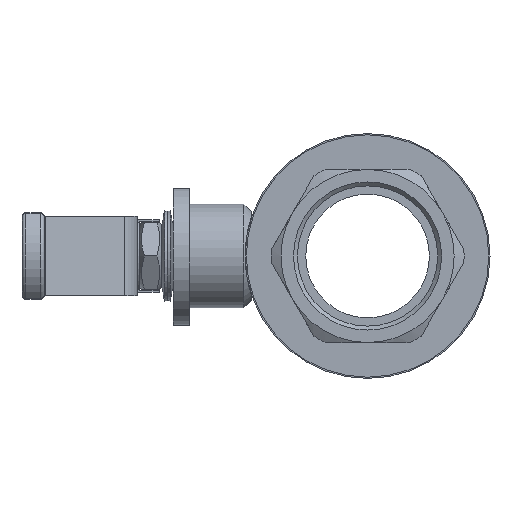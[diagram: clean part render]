
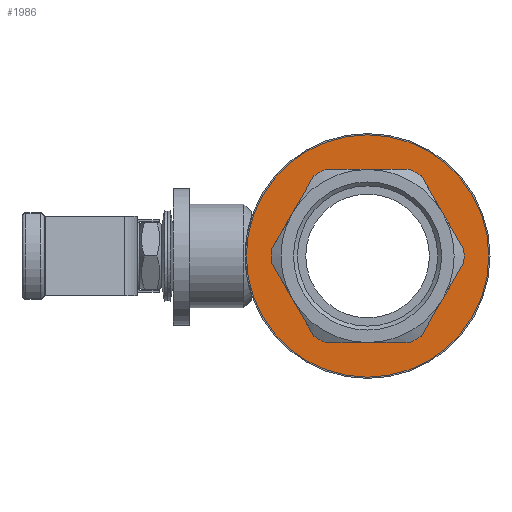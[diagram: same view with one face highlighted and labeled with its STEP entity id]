
A CAD part, left-side view. The second image highlights one B-rep face of the part: STEP entity #1986.
In plain terms, the highlighted face is planar.
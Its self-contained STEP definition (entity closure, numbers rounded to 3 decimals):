
#1986=ADVANCED_FACE('',(#4594,#4596),#4598,.T.);
#4594=FACE_BOUND('',#4595,.T.);
#4595=EDGE_LOOP('',(#6669));
#4596=FACE_BOUND('',#4597,.T.);
#4597=EDGE_LOOP('',(#6670,#6671,#6672,#6673,#6674,#6675,#6676,#6677,#6678,#6679,
#6680,#6681));
#4598=PLANE('',#4599);
#4599=AXIS2_PLACEMENT_3D('',#4600,#4601,#4602);
#4600=CARTESIAN_POINT('',(25.,0.,0.));
#4601=DIRECTION('',(1.,0.,-0.));
#4602=DIRECTION('',(0.,-0.,1.));
#6669=ORIENTED_EDGE('',*,*,#7585,.F.);
#6670=ORIENTED_EDGE('',*,*,#7538,.F.);
#6671=ORIENTED_EDGE('',*,*,#7543,.F.);
#6672=ORIENTED_EDGE('',*,*,#7546,.F.);
#6673=ORIENTED_EDGE('',*,*,#7550,.F.);
#6674=ORIENTED_EDGE('',*,*,#7553,.F.);
#6675=ORIENTED_EDGE('',*,*,#7557,.F.);
#6676=ORIENTED_EDGE('',*,*,#7560,.F.);
#6677=ORIENTED_EDGE('',*,*,#7564,.F.);
#6678=ORIENTED_EDGE('',*,*,#7567,.F.);
#6679=ORIENTED_EDGE('',*,*,#7571,.F.);
#6680=ORIENTED_EDGE('',*,*,#7574,.F.);
#6681=ORIENTED_EDGE('',*,*,#7577,.F.);
#7538=EDGE_CURVE('',#8117,#8119,#8120,.T.);
#7543=EDGE_CURVE('',#8126,#8117,#8128,.T.);
#7546=EDGE_CURVE('',#8131,#8126,#8133,.T.);
#7550=EDGE_CURVE('',#8138,#8131,#8140,.T.);
#7553=EDGE_CURVE('',#8143,#8138,#8145,.T.);
#7557=EDGE_CURVE('',#8150,#8143,#8152,.T.);
#7560=EDGE_CURVE('',#8155,#8150,#8157,.T.);
#7564=EDGE_CURVE('',#8162,#8155,#8164,.T.);
#7567=EDGE_CURVE('',#8167,#8162,#8169,.T.);
#7571=EDGE_CURVE('',#8174,#8167,#8176,.T.);
#7574=EDGE_CURVE('',#8179,#8174,#8181,.T.);
#7577=EDGE_CURVE('',#8119,#8179,#8185,.T.);
#7585=EDGE_CURVE('',#8194,#8194,#8195,.F.);
#8117=VERTEX_POINT('',#9580);
#8119=VERTEX_POINT('',#9584);
#8120=CIRCLE('',#9585,39.);
#8126=VERTEX_POINT('',#9637);
#8128=LINE('',#9641,#9642);
#8131=VERTEX_POINT('',#9649);
#8133=CIRCLE('',#9653,39.);
#8138=VERTEX_POINT('',#9702);
#8140=LINE('',#9706,#9707);
#8143=VERTEX_POINT('',#9714);
#8145=CIRCLE('',#9718,39.);
#8150=VERTEX_POINT('',#9767);
#8152=LINE('',#9771,#9772);
#8155=VERTEX_POINT('',#9779);
#8157=CIRCLE('',#9783,39.);
#8162=VERTEX_POINT('',#9832);
#8164=LINE('',#9836,#9837);
#8167=VERTEX_POINT('',#9844);
#8169=CIRCLE('',#9848,39.);
#8174=VERTEX_POINT('',#9897);
#8176=LINE('',#9901,#9902);
#8179=VERTEX_POINT('',#9909);
#8181=CIRCLE('',#9913,39.);
#8185=LINE('',#9961,#9962);
#8194=VERTEX_POINT('',#9993);
#8195=CIRCLE('',#9994,49.);
#9580=CARTESIAN_POINT('',(25.,17.205,-35.));
#9584=CARTESIAN_POINT('',(25.,21.709,-32.4));
#9585=AXIS2_PLACEMENT_3D('',#9586,#9587,#9588);
#9586=CARTESIAN_POINT('',(25.,0.,0.));
#9587=DIRECTION('',(1.,0.,0.));
#9588=DIRECTION('',(0.,0.441,-0.897));
#9637=CARTESIAN_POINT('',(25.,-17.205,-35.));
#9641=CARTESIAN_POINT('',(25.,-17.205,-35.));
#9642=VECTOR('',#9643,1.);
#9643=DIRECTION('',(0.,1.,0.));
#9649=CARTESIAN_POINT('',(25.,-21.709,-32.4));
#9653=AXIS2_PLACEMENT_3D('',#9654,#9655,#9656);
#9654=CARTESIAN_POINT('',(25.,0.,0.));
#9655=DIRECTION('',(1.,0.,0.));
#9656=DIRECTION('',(0.,-0.557,-0.831));
#9702=CARTESIAN_POINT('',(25.,-38.913,-2.6));
#9706=CARTESIAN_POINT('',(25.,-38.913,-2.6));
#9707=VECTOR('',#9708,1.);
#9708=DIRECTION('',(0.,0.5,-0.866));
#9714=CARTESIAN_POINT('',(25.,-38.913,2.6));
#9718=AXIS2_PLACEMENT_3D('',#9719,#9720,#9721);
#9719=CARTESIAN_POINT('',(25.,0.,0.));
#9720=DIRECTION('',(1.,0.,0.));
#9721=DIRECTION('',(0.,-0.998,0.067));
#9767=CARTESIAN_POINT('',(25.,-21.709,32.4));
#9771=CARTESIAN_POINT('',(25.,-21.709,32.4));
#9772=VECTOR('',#9773,1.);
#9773=DIRECTION('',(0.,-0.5,-0.866));
#9779=CARTESIAN_POINT('',(25.,-17.205,35.));
#9783=AXIS2_PLACEMENT_3D('',#9784,#9785,#9786);
#9784=CARTESIAN_POINT('',(25.,0.,0.));
#9785=DIRECTION('',(1.,0.,0.));
#9786=DIRECTION('',(0.,-0.441,0.897));
#9832=CARTESIAN_POINT('',(25.,17.205,35.));
#9836=CARTESIAN_POINT('',(25.,17.205,35.));
#9837=VECTOR('',#9838,1.);
#9838=DIRECTION('',(0.,-1.,0.));
#9844=CARTESIAN_POINT('',(25.,21.709,32.4));
#9848=AXIS2_PLACEMENT_3D('',#9849,#9850,#9851);
#9849=CARTESIAN_POINT('',(25.,0.,0.));
#9850=DIRECTION('',(1.,0.,0.));
#9851=DIRECTION('',(0.,0.557,0.831));
#9897=CARTESIAN_POINT('',(25.,38.913,2.6));
#9901=CARTESIAN_POINT('',(25.,38.913,2.6));
#9902=VECTOR('',#9903,1.);
#9903=DIRECTION('',(0.,-0.5,0.866));
#9909=CARTESIAN_POINT('',(25.,38.913,-2.6));
#9913=AXIS2_PLACEMENT_3D('',#9914,#9915,#9916);
#9914=CARTESIAN_POINT('',(25.,0.,0.));
#9915=DIRECTION('',(1.,0.,0.));
#9916=DIRECTION('',(0.,0.998,-0.067));
#9961=CARTESIAN_POINT('',(25.,21.709,-32.4));
#9962=VECTOR('',#9963,1.);
#9963=DIRECTION('',(0.,0.5,0.866));
#9993=CARTESIAN_POINT('',(25.,49.,0.));
#9994=AXIS2_PLACEMENT_3D('',#9995,#9996,#9997);
#9995=CARTESIAN_POINT('',(25.,0.,0.));
#9996=DIRECTION('',(1.,0.,-0.));
#9997=DIRECTION('',(0.,1.,0.));
